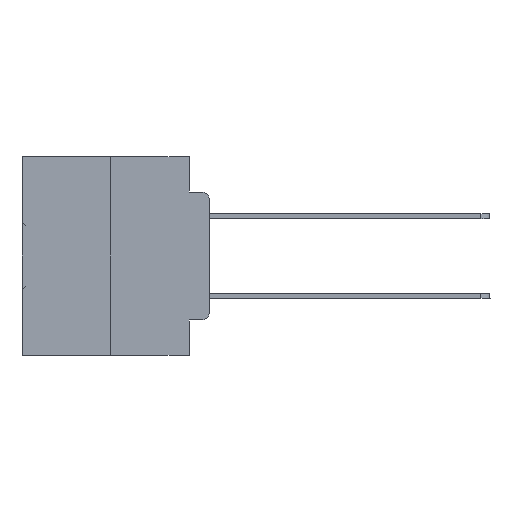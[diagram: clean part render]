
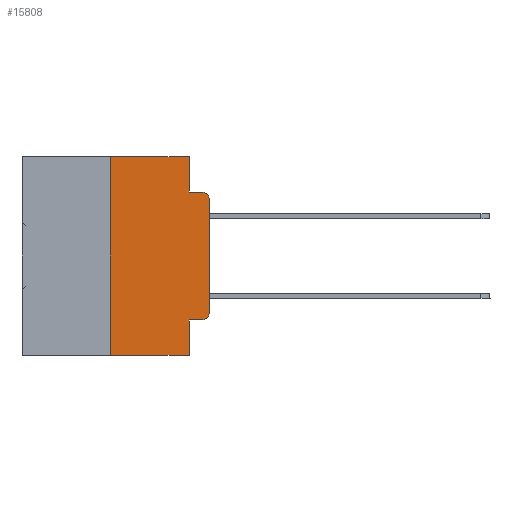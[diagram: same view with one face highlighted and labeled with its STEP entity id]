
A CAD part, left-side view. The second image highlights one B-rep face of the part: STEP entity #15808.
In plain terms, the highlighted planar face has unit normal (-1, 0, 0).
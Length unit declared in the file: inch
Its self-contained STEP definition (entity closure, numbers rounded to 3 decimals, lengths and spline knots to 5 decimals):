
#800 = CARTESIAN_POINT ( 'NONE',  ( 0., 0.473, -0.5 ) ) ;
#1387 = VECTOR ( 'NONE', #33579, 39.37008 ) ;
#1487 = EDGE_CURVE ( 'NONE', #29330, #6014, #15624, .T. ) ;
#2467 = ORIENTED_EDGE ( 'NONE', *, *, #3679, .T. ) ;
#2585 = DIRECTION ( 'NONE',  ( 0., 0., -1. ) ) ;
#2818 = ORIENTED_EDGE ( 'NONE', *, *, #30687, .F. ) ;
#3021 = CARTESIAN_POINT ( 'NONE',  ( 0., 0.051, 0. ) ) ;
#3679 = EDGE_CURVE ( 'NONE', #30833, #27864, #36887, .T. ) ;
#3789 = VECTOR ( 'NONE', #10982, 39.37008 ) ;
#3864 = ORIENTED_EDGE ( 'NONE', *, *, #36511, .T. ) ;
#4469 = ORIENTED_EDGE ( 'NONE', *, *, #33373, .F. ) ;
#5423 = AXIS2_PLACEMENT_3D ( 'NONE', #11355, #23241, #2585 ) ;
#5708 = LINE ( 'NONE', #11763, #3789 ) ;
#5955 = VECTOR ( 'NONE', #22629, 39.37008 ) ;
#6014 = VERTEX_POINT ( 'NONE', #6402 ) ;
#6402 = CARTESIAN_POINT ( 'NONE',  ( 0., 0.051, -0.5 ) ) ;
#7050 = CARTESIAN_POINT ( 'NONE',  ( 0., 0.051, -0.0885 ) ) ;
#7214 = VECTOR ( 'NONE', #10557, 39.37008 ) ;
#7919 = LINE ( 'NONE', #8298, #28256 ) ;
#8298 = CARTESIAN_POINT ( 'NONE',  ( 0., 0.051, 0. ) ) ;
#10557 = DIRECTION ( 'NONE',  ( 0., -1., 0. ) ) ;
#10982 = DIRECTION ( 'NONE',  ( 0., 0., 1. ) ) ;
#11355 = CARTESIAN_POINT ( 'NONE',  ( 0., 0.02, -0.1085 ) ) ;
#11385 = ORIENTED_EDGE ( 'NONE', *, *, #12485, .T. ) ;
#11455 = CARTESIAN_POINT ( 'NONE',  ( 0., 0.02, -0.0885 ) ) ;
#11763 = CARTESIAN_POINT ( 'NONE',  ( 0., 0.25, 0. ) ) ;
#11997 = ORIENTED_EDGE ( 'NONE', *, *, #26749, .T. ) ;
#12161 = CARTESIAN_POINT ( 'NONE',  ( 0., 0.25, -0.5 ) ) ;
#12485 = EDGE_CURVE ( 'NONE', #18650, #20890, #30367, .T. ) ;
#14349 = EDGE_LOOP ( 'NONE', ( #11997, #11385, #17586, #27426, #2818, #30904, #21806, #4469, #3864, #2467 ) ) ;
#14930 = VERTEX_POINT ( 'NONE', #27838 ) ;
#15624 = LINE ( 'NONE', #800, #1387 ) ;
#15808 = ADVANCED_FACE ( 'NONE', ( #28827 ), #36854, .F. ) ;
#16250 = VECTOR ( 'NONE', #35587, 39.37008 ) ;
#16610 = EDGE_CURVE ( 'NONE', #14930, #32250, #18027, .T. ) ;
#16783 = CARTESIAN_POINT ( 'NONE',  ( 0., 0., -0.1085 ) ) ;
#17586 = ORIENTED_EDGE ( 'NONE', *, *, #23168, .F. ) ;
#17600 = DIRECTION ( 'NONE',  ( 0., 0., -1. ) ) ;
#18027 = LINE ( 'NONE', #3021, #29914 ) ;
#18140 = EDGE_CURVE ( 'NONE', #29330, #36543, #5708, .T. ) ;
#18173 = AXIS2_PLACEMENT_3D ( 'NONE', #38492, #19949, #17600 ) ;
#18650 = VERTEX_POINT ( 'NONE', #16783 ) ;
#18727 = CARTESIAN_POINT ( 'NONE',  ( 0., 0., 0. ) ) ;
#19491 = LINE ( 'NONE', #25365, #7214 ) ;
#19949 = DIRECTION ( 'NONE',  ( -1., 0., 0. ) ) ;
#20607 = DIRECTION ( 'NONE',  ( 0., 0., -1. ) ) ;
#20890 = VERTEX_POINT ( 'NONE', #11455 ) ;
#20995 = VECTOR ( 'NONE', #24782, 39.37008 ) ;
#21806 = ORIENTED_EDGE ( 'NONE', *, *, #1487, .T. ) ;
#22445 = CARTESIAN_POINT ( 'NONE',  ( 0., 0.051, -0.0885 ) ) ;
#22629 = DIRECTION ( 'NONE',  ( 0., -1., 0. ) ) ;
#22970 = CARTESIAN_POINT ( 'NONE',  ( 0., 0.473, 0. ) ) ;
#23168 = EDGE_CURVE ( 'NONE', #32250, #20890, #28306, .T. ) ;
#23241 = DIRECTION ( 'NONE',  ( -1., 0., 0. ) ) ;
#23675 = CARTESIAN_POINT ( 'NONE',  ( 0., 0.473, 0. ) ) ;
#24782 = DIRECTION ( 'NONE',  ( 0., 0., 1. ) ) ;
#25148 = LINE ( 'NONE', #18727, #20995 ) ;
#25365 = CARTESIAN_POINT ( 'NONE',  ( 0., 0.051, -0.4115 ) ) ;
#25559 = CARTESIAN_POINT ( 'NONE',  ( 0., 0.25, 0. ) ) ;
#25639 = CARTESIAN_POINT ( 'NONE',  ( 0., 0.051, -0.4115 ) ) ;
#26108 = AXIS2_PLACEMENT_3D ( 'NONE', #22970, #35462, #20607 ) ;
#26749 = EDGE_CURVE ( 'NONE', #27864, #18650, #25148, .T. ) ;
#27426 = ORIENTED_EDGE ( 'NONE', *, *, #16610, .F. ) ;
#27589 = DIRECTION ( 'NONE',  ( 0., 0., -1. ) ) ;
#27838 = CARTESIAN_POINT ( 'NONE',  ( 0., 0.051, 0. ) ) ;
#27864 = VERTEX_POINT ( 'NONE', #33878 ) ;
#28256 = VECTOR ( 'NONE', #32308, 39.37008 ) ;
#28306 = LINE ( 'NONE', #22445, #5955 ) ;
#28827 = FACE_OUTER_BOUND ( 'NONE', #14349, .T. ) ;
#29330 = VERTEX_POINT ( 'NONE', #12161 ) ;
#29914 = VECTOR ( 'NONE', #27589, 39.37008 ) ;
#30367 = CIRCLE ( 'NONE', #5423, 0.02 ) ;
#30687 = EDGE_CURVE ( 'NONE', #36543, #14930, #38513, .T. ) ;
#30833 = VERTEX_POINT ( 'NONE', #33453 ) ;
#30904 = ORIENTED_EDGE ( 'NONE', *, *, #18140, .F. ) ;
#31879 = VERTEX_POINT ( 'NONE', #25639 ) ;
#32250 = VERTEX_POINT ( 'NONE', #7050 ) ;
#32308 = DIRECTION ( 'NONE',  ( 0., 0., -1. ) ) ;
#33373 = EDGE_CURVE ( 'NONE', #31879, #6014, #7919, .T. ) ;
#33453 = CARTESIAN_POINT ( 'NONE',  ( 0., 0.02, -0.4115 ) ) ;
#33579 = DIRECTION ( 'NONE',  ( 0., -1., 0. ) ) ;
#33878 = CARTESIAN_POINT ( 'NONE',  ( 0., 0., -0.3915 ) ) ;
#35462 = DIRECTION ( 'NONE',  ( 1., 0., 0. ) ) ;
#35587 = DIRECTION ( 'NONE',  ( 0., -1., 0. ) ) ;
#36511 = EDGE_CURVE ( 'NONE', #31879, #30833, #19491, .T. ) ;
#36543 = VERTEX_POINT ( 'NONE', #25559 ) ;
#36854 = PLANE ( 'NONE',  #26108 ) ;
#36887 = CIRCLE ( 'NONE', #18173, 0.02 ) ;
#38492 = CARTESIAN_POINT ( 'NONE',  ( 0., 0.02, -0.3915 ) ) ;
#38513 = LINE ( 'NONE', #23675, #16250 ) ;
